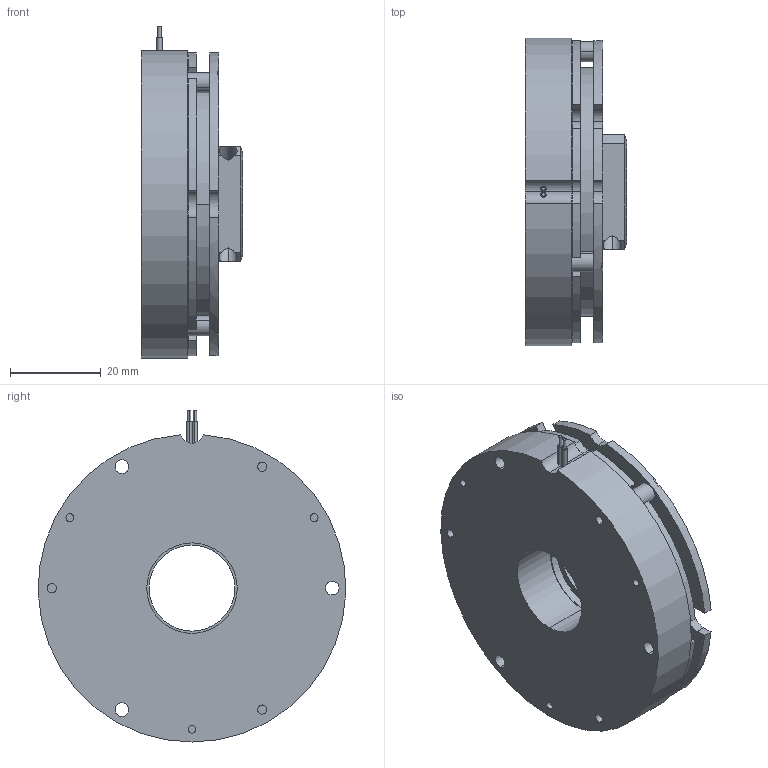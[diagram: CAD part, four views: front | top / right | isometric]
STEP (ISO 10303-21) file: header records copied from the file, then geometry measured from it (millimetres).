
FILE_DESCRIPTION (( 'STEP AP214' ), '1' );
FILE_NAME ('UTSEB-268-24-M14.STEP', '2018-06-22T12:08:07', ( 'User' ), ( '' ), 'SwSTEP 2.0', 'SolidWorks 2018', '' );
FILE_SCHEMA (( 'AUTOMOTIVE_DESIGN' ));
Length unit declared in the file: millimetre
Products named in the file (1): UTSEB-268-24-M14
Bounding box: 22.38 x 67.95 x 73.37 mm (x, y, z)
Volume: 49535.5 mm3; surface area: 33667.1 mm2
Topology: 12 solids, 12 shells, 245 faces, 611 edges, 399 vertices
Faces by surface type: cylinder 110, plane 107, cone 16, torus 12
Entity records: 10464 total; most frequent: CARTESIAN_POINT 1489, DIRECTION 1340, ORIENTED_EDGE 1222, EDGE_CURVE 611, AXIS2_PLACEMENT_3D 506, VERTEX_POINT 399, VECTOR 328, LINE 328
